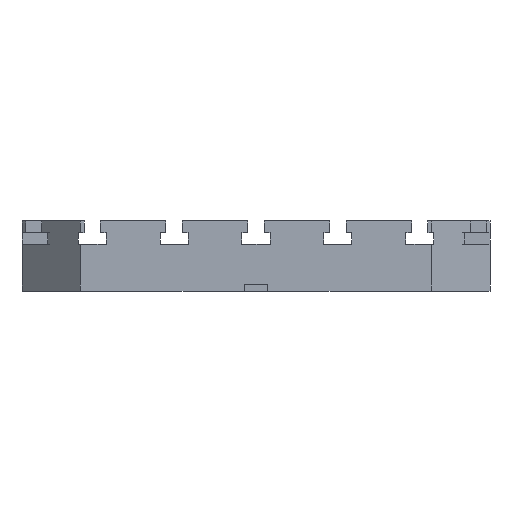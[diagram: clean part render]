
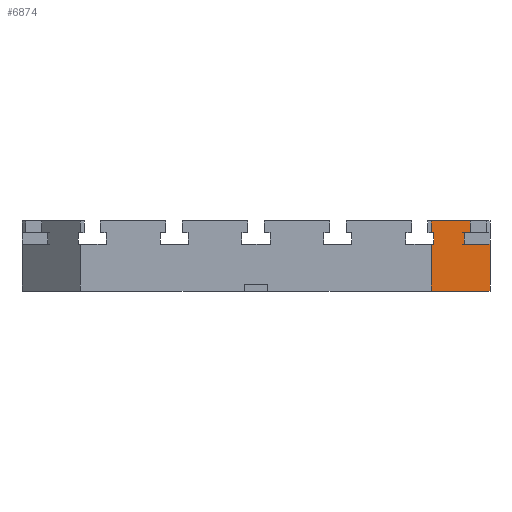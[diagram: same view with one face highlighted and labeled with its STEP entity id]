
A CAD part, left-side view. The second image highlights one B-rep face of the part: STEP entity #6874.
In plain terms, the highlighted planar face has unit normal (-0.707, -0.707, 0).
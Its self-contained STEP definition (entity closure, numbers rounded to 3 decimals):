
#2838=EDGE_CURVE('',#4102,#3388,#8200,.T.);
#3120=EDGE_CURVE('',#6930,#4102,#8504,.T.);
#3234=EDGE_CURVE('',#7494,#6000,#8626,.T.);
#3276=EDGE_CURVE('',#7458,#3456,#8671,.T.);
#3336=EDGE_CURVE('',#7526,#6040,#8734,.T.);
#3388=VERTEX_POINT('',#8787);
#3456=VERTEX_POINT('',#8861);
#3662=VERTEX_POINT('',#9092);
#3792=EDGE_CURVE('',#3456,#4550,#9241,.T.);
#3814=EDGE_CURVE('',#6040,#3662,#9266,.T.);
#4026=EDGE_CURVE('',#7198,#7526,#9496,.T.);
#4102=VERTEX_POINT('',#9577);
#4276=EDGE_CURVE('',#7198,#6930,#9765,.T.);
#4530=EDGE_CURVE('',#6000,#3662,#10038,.T.);
#4550=VERTEX_POINT('',#10061);
#5778=EDGE_CURVE('',#7458,#7494,#11413,.T.);
#6000=VERTEX_POINT('',#11681);
#6040=VERTEX_POINT('',#11725);
#6274=EDGE_CURVE('',#3388,#4550,#11980,.T.);
#6874=ADVANCED_FACE('',(#12644),#12645,.F.);
#6930=VERTEX_POINT('',#12703);
#7198=VERTEX_POINT('',#12992);
#7458=VERTEX_POINT('',#13274);
#7494=VERTEX_POINT('',#13314);
#7526=VERTEX_POINT('',#13350);
#8200=LINE('',#14158,#14159);
#8504=LINE('',#14592,#14593);
#8626=LINE('',#14762,#14763);
#8671=LINE('',#14821,#14822);
#8734=LINE('',#14921,#14922);
#8787=CARTESIAN_POINT('',(-217.0,-183.0,50.));
#8861=CARTESIAN_POINT('',(-250.0,-150.0,60.0));
#9092=CARTESIAN_POINT('',(-250.0,-150.0,40.));
#9241=LINE('',#15630,#15631);
#9266=LINE('',#15669,#15670);
#9496=LINE('',#15992,#15993);
#9577=CARTESIAN_POINT('',(-222.0,-178.0,50.));
#9765=LINE('',#16376,#16377);
#10038=LINE('',#16776,#16777);
#10061=CARTESIAN_POINT('',(-217.0,-183.0,60.0));
#11413=LINE('',#18738,#18739);
#11681=CARTESIAN_POINT('',(-248.0,-152.0,40.));
#11725=CARTESIAN_POINT('',(-250.0,-150.0,0.0));
#11980=LINE('',#19575,#19576);
#12644=FACE_OUTER_BOUND('',#20519,.T.);
#12645=PLANE('',#20520);
#12703=CARTESIAN_POINT('',(-222.0,-178.0,40.));
#12992=CARTESIAN_POINT('',(-200.0,-200.0,40.));
#13274=CARTESIAN_POINT('',(-250.0,-150.0,50.));
#13314=CARTESIAN_POINT('',(-248.0,-152.0,50.));
#13350=CARTESIAN_POINT('',(-200.0,-200.0,0.0));
#14158=CARTESIAN_POINT('',(-330.75,-69.25,50.));
#14159=VECTOR('',#22522,1.0);
#14592=CARTESIAN_POINT('',(-222.0,-178.0,19.5));
#14593=VECTOR('',#22821,1.0);
#14762=CARTESIAN_POINT('',(-248.0,-152.0,19.5));
#14763=VECTOR('',#22918,1.0);
#14821=CARTESIAN_POINT('',(-250.0,-150.0,14.5));
#14822=VECTOR('',#22949,1.0);
#14921=CARTESIAN_POINT('',(-225.0,-175.0,0.0));
#14922=VECTOR('',#22994,1.0);
#15630=CARTESIAN_POINT('',(-225.0,-175.0,60.0));
#15631=VECTOR('',#23531,1.0);
#15669=CARTESIAN_POINT('',(-250.0,-150.0,14.5));
#15670=VECTOR('',#23562,1.0);
#15992=CARTESIAN_POINT('',(-200.0,-200.0,14.5));
#15993=VECTOR('',#23765,1.0);
#16376=CARTESIAN_POINT('',(-324.75,-75.25,40.));
#16377=VECTOR('',#23982,1.0);
#16776=CARTESIAN_POINT('',(-255.75,-144.25,40.));
#16777=VECTOR('',#24204,1.0);
#18738=CARTESIAN_POINT('',(-249.75,-150.25,50.));
#18739=VECTOR('',#25632,1.0);
#19575=CARTESIAN_POINT('',(-217.0,-183.0,24.5));
#19576=VECTOR('',#26350,1.0);
#20519=EDGE_LOOP('',(#27080,#27081,#27082,#27083,#27084,#27085,#27086,#27087,#27088,#27089,#27090,#27091));
#20520=AXIS2_PLACEMENT_3D('',#27092,#27093,#27094);
#22522=DIRECTION('',(0.707,-0.707,0.));
#22821=DIRECTION('',(0.,0.,1.0));
#22918=DIRECTION('',(0.,0.,-1.0));
#22949=DIRECTION('',(0.0,0.0,1.0));
#22994=DIRECTION('',(-0.707,0.707,0.0));
#23531=DIRECTION('',(0.707,-0.707,0.0));
#23562=DIRECTION('',(0.0,0.0,1.0));
#23765=DIRECTION('',(0.0,0.0,-1.0));
#23982=DIRECTION('',(-0.707,0.707,0.));
#24204=DIRECTION('',(-0.707,0.707,0.));
#25632=DIRECTION('',(0.707,-0.707,0.));
#26350=DIRECTION('',(0.0,-0.0,1.0));
#27080=ORIENTED_EDGE('',*,*,#4276,.T.);
#27081=ORIENTED_EDGE('',*,*,#3120,.T.);
#27082=ORIENTED_EDGE('',*,*,#2838,.T.);
#27083=ORIENTED_EDGE('',*,*,#6274,.T.);
#27084=ORIENTED_EDGE('',*,*,#3792,.F.);
#27085=ORIENTED_EDGE('',*,*,#3276,.F.);
#27086=ORIENTED_EDGE('',*,*,#5778,.T.);
#27087=ORIENTED_EDGE('',*,*,#3234,.T.);
#27088=ORIENTED_EDGE('',*,*,#4530,.T.);
#27089=ORIENTED_EDGE('',*,*,#3814,.F.);
#27090=ORIENTED_EDGE('',*,*,#3336,.F.);
#27091=ORIENTED_EDGE('',*,*,#4026,.F.);
#27092=CARTESIAN_POINT('',(-250.0,-150.0,-1.0));
#27093=DIRECTION('',(0.707,0.707,0.0));
#27094=DIRECTION('',(-0.707,0.707,0.0));
